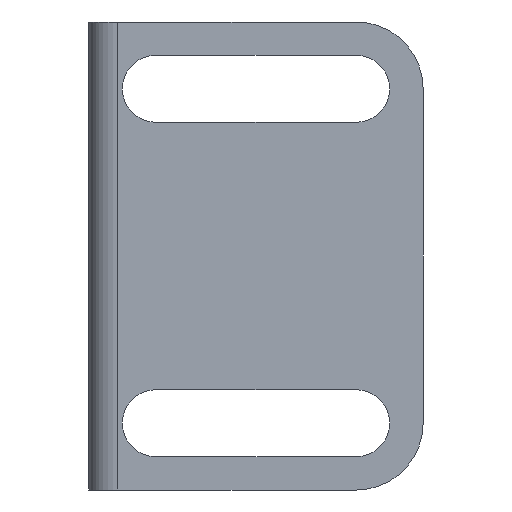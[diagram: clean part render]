
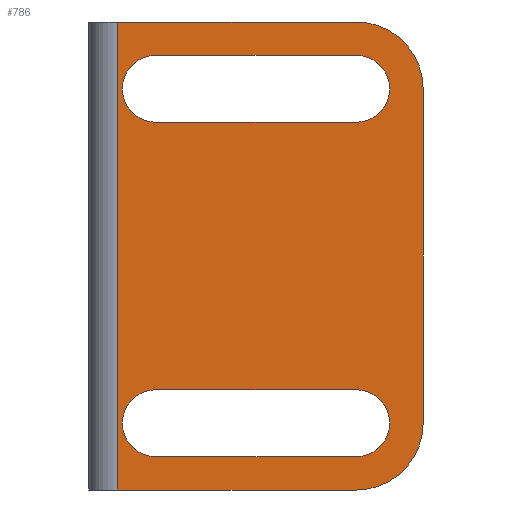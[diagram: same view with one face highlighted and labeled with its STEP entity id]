
A CAD part, left-side view. The second image highlights one B-rep face of the part: STEP entity #786.
In plain terms, the highlighted planar face has unit normal (-1, 0, 0).
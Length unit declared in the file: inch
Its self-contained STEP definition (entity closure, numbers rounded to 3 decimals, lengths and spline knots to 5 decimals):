
#4 = EDGE_CURVE ( 'NONE', #958, #3159, #681, .T. ) ;
#101 = LINE ( 'NONE', #1236, #2120 ) ;
#159 = DIRECTION ( 'NONE',  ( 0., 1., 0. ) ) ;
#180 = DIRECTION ( 'NONE',  ( 1., 0., 0. ) ) ;
#236 = LINE ( 'NONE', #2215, #687 ) ;
#269 = VERTEX_POINT ( 'NONE', #1936 ) ;
#277 = AXIS2_PLACEMENT_3D ( 'NONE', #1969, #779, #2297 ) ;
#286 = VERTEX_POINT ( 'NONE', #1961 ) ;
#295 = CARTESIAN_POINT ( 'NONE',  ( -1.875, 0.375, -0.5 ) ) ;
#329 = VERTEX_POINT ( 'NONE', #295 ) ;
#387 = FACE_BOUND ( 'NONE', #2886, .T. ) ;
#395 = EDGE_LOOP ( 'NONE', ( #1512, #749, #3407, #1253, #867, #467 ) ) ;
#467 = ORIENTED_EDGE ( 'NONE', *, *, #3011, .T. ) ;
#497 = ORIENTED_EDGE ( 'NONE', *, *, #1250, .T. ) ;
#535 = EDGE_CURVE ( 'NONE', #3159, #2724, #1103, .T. ) ;
#558 = EDGE_CURVE ( 'NONE', #3613, #3099, #2607, .T. ) ;
#595 = VERTEX_POINT ( 'NONE', #2288 ) ;
#627 = DIRECTION ( 'NONE',  ( 0., 1., 0. ) ) ;
#665 = LINE ( 'NONE', #1807, #1461 ) ;
#677 = DIRECTION ( 'NONE',  ( 1., 0., 0. ) ) ;
#681 = CIRCLE ( 'NONE', #277, 0.25 ) ;
#687 = VECTOR ( 'NONE', #1974, 39.37008 ) ;
#698 = CARTESIAN_POINT ( 'NONE',  ( -1.875, -0.625, -0.625 ) ) ;
#736 = DIRECTION ( 'NONE',  ( 0., -1., 0. ) ) ;
#749 = ORIENTED_EDGE ( 'NONE', *, *, #2866, .F. ) ;
#770 = CARTESIAN_POINT ( 'NONE',  ( -1.875, -0.375, -0.5 ) ) ;
#779 = DIRECTION ( 'NONE',  ( -1., 0., 0. ) ) ;
#786 = ADVANCED_FACE ( 'NONE', ( #1825, #387, #2321 ), #3226, .T. ) ;
#857 = CIRCLE ( 'NONE', #2011, 0.125 ) ;
#867 = ORIENTED_EDGE ( 'NONE', *, *, #535, .T. ) ;
#958 = VERTEX_POINT ( 'NONE', #2734 ) ;
#962 = LINE ( 'NONE', #2391, #966 ) ;
#964 = AXIS2_PLACEMENT_3D ( 'NONE', #2055, #1247, #2637 ) ;
#966 = VECTOR ( 'NONE', #1502, 39.37008 ) ;
#1010 = EDGE_CURVE ( 'NONE', #1768, #1628, #962, .T. ) ;
#1056 = CARTESIAN_POINT ( 'NONE',  ( -1.875, 0.625, -0.75 ) ) ;
#1094 = LINE ( 'NONE', #1056, #2383 ) ;
#1103 = LINE ( 'NONE', #2791, #2418 ) ;
#1135 = ORIENTED_EDGE ( 'NONE', *, *, #1933, .T. ) ;
#1164 = CARTESIAN_POINT ( 'NONE',  ( -1.875, -0.375, -0.75 ) ) ;
#1236 = CARTESIAN_POINT ( 'NONE',  ( -1.875, 0.625, -0.875 ) ) ;
#1247 = DIRECTION ( 'NONE',  ( -1., 0., 0. ) ) ;
#1250 = EDGE_CURVE ( 'NONE', #286, #3613, #2680, .T. ) ;
#1253 = ORIENTED_EDGE ( 'NONE', *, *, #4, .T. ) ;
#1339 = ORIENTED_EDGE ( 'NONE', *, *, #1839, .T. ) ;
#1381 = CIRCLE ( 'NONE', #3515, 0.125 ) ;
#1461 = VECTOR ( 'NONE', #2702, 39.37008 ) ;
#1502 = DIRECTION ( 'NONE',  ( 0., 1., 0. ) ) ;
#1512 = ORIENTED_EDGE ( 'NONE', *, *, #1010, .T. ) ;
#1573 = AXIS2_PLACEMENT_3D ( 'NONE', #3642, #2551, #2235 ) ;
#1590 = VERTEX_POINT ( 'NONE', #2483 ) ;
#1606 = CARTESIAN_POINT ( 'NONE',  ( -1.875, 0.625, 0.75 ) ) ;
#1615 = EDGE_CURVE ( 'NONE', #329, #3473, #3523, .T. ) ;
#1628 = VERTEX_POINT ( 'NONE', #2236 ) ;
#1748 = CARTESIAN_POINT ( 'NONE',  ( -1.875, 0.375, 0.625 ) ) ;
#1754 = VECTOR ( 'NONE', #736, 39.37008 ) ;
#1768 = VERTEX_POINT ( 'NONE', #3535 ) ;
#1807 = CARTESIAN_POINT ( 'NONE',  ( -1.875, 0.517, -0.875 ) ) ;
#1825 = FACE_OUTER_BOUND ( 'NONE', #395, .T. ) ;
#1839 = EDGE_CURVE ( 'NONE', #3473, #3081, #857, .T. ) ;
#1842 = CARTESIAN_POINT ( 'NONE',  ( -1.875, -0.375, 0.5 ) ) ;
#1933 = EDGE_CURVE ( 'NONE', #3099, #595, #236, .T. ) ;
#1936 = CARTESIAN_POINT ( 'NONE',  ( -1.875, 0.517, -0.875 ) ) ;
#1961 = CARTESIAN_POINT ( 'NONE',  ( -1.875, 0.375, 0.75 ) ) ;
#1969 = CARTESIAN_POINT ( 'NONE',  ( -1.875, -0.375, -0.625 ) ) ;
#1974 = DIRECTION ( 'NONE',  ( 0., 1., 0. ) ) ;
#2011 = AXIS2_PLACEMENT_3D ( 'NONE', #2140, #180, #159 ) ;
#2022 = ORIENTED_EDGE ( 'NONE', *, *, #558, .T. ) ;
#2055 = CARTESIAN_POINT ( 'NONE',  ( -1.875, 0.625, -0.875 ) ) ;
#2080 = ORIENTED_EDGE ( 'NONE', *, *, #3560, .T. ) ;
#2101 = CARTESIAN_POINT ( 'NONE',  ( -1.875, 0.625, -0.5 ) ) ;
#2120 = VECTOR ( 'NONE', #3230, 39.37008 ) ;
#2134 = CARTESIAN_POINT ( 'NONE',  ( -1.875, -0.375, 0.75 ) ) ;
#2140 = CARTESIAN_POINT ( 'NONE',  ( -1.875, -0.375, -0.625 ) ) ;
#2215 = CARTESIAN_POINT ( 'NONE',  ( -1.875, 0.625, 0.5 ) ) ;
#2235 = DIRECTION ( 'NONE',  ( 0., 1., 0. ) ) ;
#2236 = CARTESIAN_POINT ( 'NONE',  ( -1.875, 0.517, 0.875 ) ) ;
#2288 = CARTESIAN_POINT ( 'NONE',  ( -1.875, 0.375, 0.5 ) ) ;
#2295 = DIRECTION ( 'NONE',  ( 0., 0., 1. ) ) ;
#2297 = DIRECTION ( 'NONE',  ( 0., 1., 0. ) ) ;
#2301 = EDGE_CURVE ( 'NONE', #3081, #1590, #1094, .T. ) ;
#2321 = FACE_BOUND ( 'NONE', #2836, .T. ) ;
#2383 = VECTOR ( 'NONE', #2492, 39.37008 ) ;
#2391 = CARTESIAN_POINT ( 'NONE',  ( -1.875, 0.625, 0.875 ) ) ;
#2418 = VECTOR ( 'NONE', #3677, 39.37008 ) ;
#2483 = CARTESIAN_POINT ( 'NONE',  ( -1.875, 0.375, -0.75 ) ) ;
#2492 = DIRECTION ( 'NONE',  ( 0., 1., 0. ) ) ;
#2551 = DIRECTION ( 'NONE',  ( 1., 0., 0. ) ) ;
#2572 = CIRCLE ( 'NONE', #3378, 0.25 ) ;
#2580 = DIRECTION ( 'NONE',  ( 1., 0., 0. ) ) ;
#2607 = CIRCLE ( 'NONE', #1573, 0.125 ) ;
#2637 = DIRECTION ( 'NONE',  ( 0., -1., 0. ) ) ;
#2639 = CIRCLE ( 'NONE', #3267, 0.125 ) ;
#2661 = DIRECTION ( 'NONE',  ( 0., 1., 0. ) ) ;
#2680 = LINE ( 'NONE', #1606, #1754 ) ;
#2682 = ORIENTED_EDGE ( 'NONE', *, *, #1615, .T. ) ;
#2702 = DIRECTION ( 'NONE',  ( 0., 0., 1. ) ) ;
#2724 = VERTEX_POINT ( 'NONE', #2842 ) ;
#2734 = CARTESIAN_POINT ( 'NONE',  ( -1.875, -0.375, -0.875 ) ) ;
#2740 = DIRECTION ( 'NONE',  ( 0., -1., 0. ) ) ;
#2791 = CARTESIAN_POINT ( 'NONE',  ( -1.875, -0.625, -0.875 ) ) ;
#2836 = EDGE_LOOP ( 'NONE', ( #1339, #3190, #2954, #2682 ) ) ;
#2838 = EDGE_CURVE ( 'NONE', #958, #269, #101, .T. ) ;
#2842 = CARTESIAN_POINT ( 'NONE',  ( -1.875, -0.625, 0.625 ) ) ;
#2854 = VECTOR ( 'NONE', #2740, 39.37008 ) ;
#2866 = EDGE_CURVE ( 'NONE', #269, #1628, #665, .T. ) ;
#2886 = EDGE_LOOP ( 'NONE', ( #2022, #1135, #2080, #497 ) ) ;
#2954 = ORIENTED_EDGE ( 'NONE', *, *, #3098, .T. ) ;
#3011 = EDGE_CURVE ( 'NONE', #2724, #1768, #2572, .T. ) ;
#3081 = VERTEX_POINT ( 'NONE', #1164 ) ;
#3098 = EDGE_CURVE ( 'NONE', #1590, #329, #2639, .T. ) ;
#3099 = VERTEX_POINT ( 'NONE', #1842 ) ;
#3159 = VERTEX_POINT ( 'NONE', #698 ) ;
#3190 = ORIENTED_EDGE ( 'NONE', *, *, #2301, .T. ) ;
#3222 = CARTESIAN_POINT ( 'NONE',  ( -1.875, 0.375, -0.625 ) ) ;
#3226 = PLANE ( 'NONE',  #964 ) ;
#3230 = DIRECTION ( 'NONE',  ( 0., 1., 0. ) ) ;
#3267 = AXIS2_PLACEMENT_3D ( 'NONE', #3222, #677, #2661 ) ;
#3378 = AXIS2_PLACEMENT_3D ( 'NONE', #3684, #3405, #2295 ) ;
#3405 = DIRECTION ( 'NONE',  ( -1., 0., 0. ) ) ;
#3407 = ORIENTED_EDGE ( 'NONE', *, *, #2838, .F. ) ;
#3473 = VERTEX_POINT ( 'NONE', #770 ) ;
#3515 = AXIS2_PLACEMENT_3D ( 'NONE', #1748, #2580, #627 ) ;
#3523 = LINE ( 'NONE', #2101, #2854 ) ;
#3535 = CARTESIAN_POINT ( 'NONE',  ( -1.875, -0.375, 0.875 ) ) ;
#3560 = EDGE_CURVE ( 'NONE', #595, #286, #1381, .T. ) ;
#3613 = VERTEX_POINT ( 'NONE', #2134 ) ;
#3642 = CARTESIAN_POINT ( 'NONE',  ( -1.875, -0.375, 0.625 ) ) ;
#3677 = DIRECTION ( 'NONE',  ( 0., 0., 1. ) ) ;
#3684 = CARTESIAN_POINT ( 'NONE',  ( -1.875, -0.375, 0.625 ) ) ;
